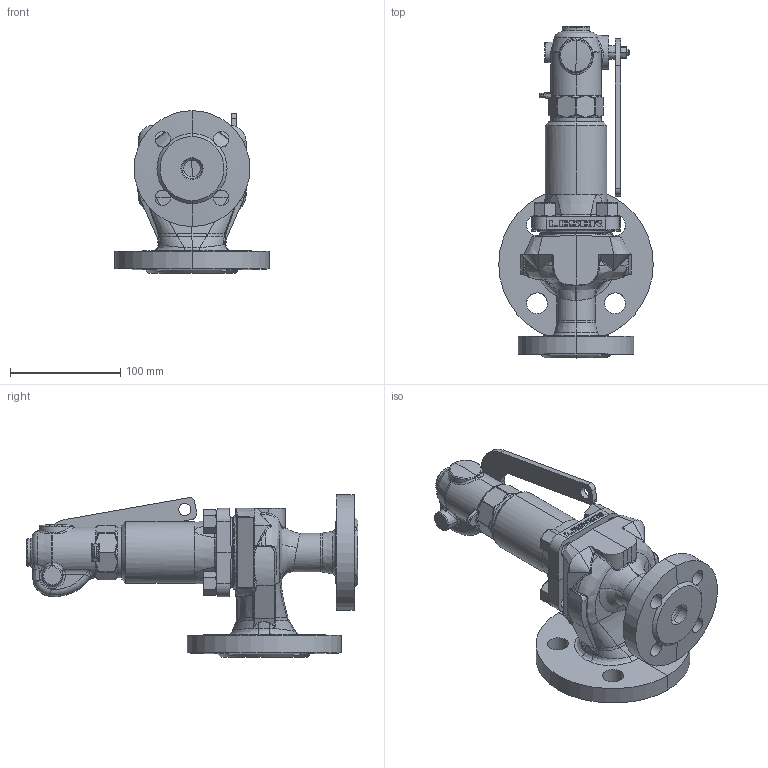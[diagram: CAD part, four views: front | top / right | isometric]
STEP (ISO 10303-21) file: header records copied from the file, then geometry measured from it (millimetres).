
FILE_DESCRIPTION((''),'2;1');
FILE_NAME('441-DN20X32-H4_PN40PN40_ASM','2019-08-16T',('volz'),(''),'PRO/ENGINEER BY PARAMETRIC TECHNOLOGY CORPORATION, 2014430','PRO/ENGINEER BY PARAMETRIC TECHNOLOGY CORPORATION, 2014430','');
FILE_SCHEMA(('CONFIG_CONTROL_DESIGN'));
Length unit declared in the file: millimetre
Products named in the file (9): 108-8409-04-B01; 141-0109-06-B01; M12_DIN934; 155-0709-04-B01; 159-0209-07-B01; 191-0709-07-B01; M6_LWN012-02; 150-0809-03-B01_ASM; 441-DN20X32-H4_PN40PN40_ASM
Assembly tree (11 placements, depth 3):
  441-DN20X32-H4_PN40PN40_ASM
    108-8409-04-B01
    141-0109-06-B01
    M12_DIN934  x4
    150-0809-03-B01_ASM
      155-0709-04-B01
      159-0209-07-B01
      191-0709-07-B01
      M6_LWN012-02
Bounding box: 140 x 301 x 147.5 mm (x, y, z)
Volume: 852746.4 mm3; surface area: 214914.5 mm2
Topology: 10 solids, 10 shells, 984 faces, 2347 edges, 1385 vertices
Faces by surface type: bspline 342, cylinder 222, plane 215, cone 127, torus 45, sphere 30, extrusion 3
Entity records: 43651 total; most frequent: CARTESIAN_POINT 25357, ORIENTED_EDGE 4282, DIRECTION 3060, EDGE_CURVE 2141, VERTEX_POINT 1265, AXIS2_PLACEMENT_3D 1242, EDGE_LOOP 950, B_SPLINE_CURVE_WITH_KNOTS 908
